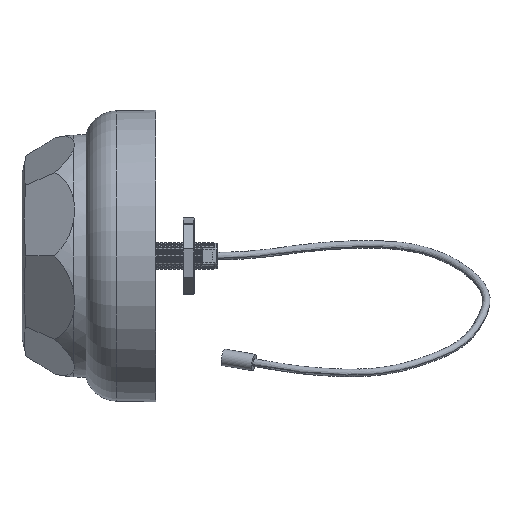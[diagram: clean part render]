
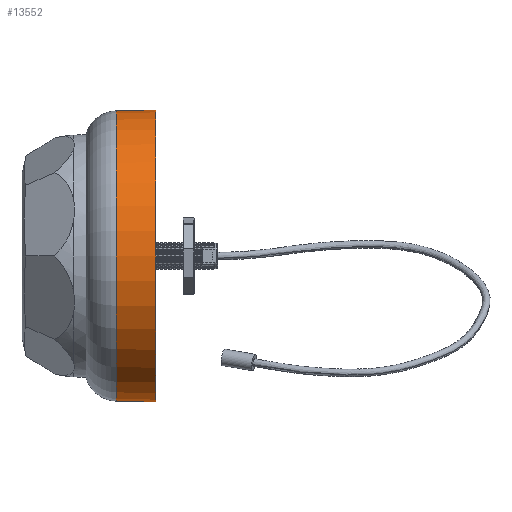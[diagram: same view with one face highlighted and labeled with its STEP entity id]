
A CAD part, left-side view. The second image highlights one B-rep face of the part: STEP entity #13552.
In plain terms, the highlighted conical face has half-angle 1 degrees and reference radius 93.662 mm.
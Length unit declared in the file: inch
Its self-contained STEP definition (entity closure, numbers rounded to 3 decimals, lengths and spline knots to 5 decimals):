
#865 = CARTESIAN_POINT ( 'NONE',  ( 0., 1., 0. ) ) ;
#1184 = CIRCLE ( 'NONE', #28234, 3.6875 ) ;
#1402 = CARTESIAN_POINT ( 'NONE',  ( 0., 0., 3.6875 ) ) ;
#3099 = DIRECTION ( 'NONE',  ( 0., 0., -1. ) ) ;
#3110 = CARTESIAN_POINT ( 'NONE',  ( 0., 0., -3.6875 ) ) ;
#3165 = CIRCLE ( 'NONE', #24384, 3.67004 ) ;
#3559 = ORIENTED_EDGE ( 'NONE', *, *, #22446, .F. ) ;
#4841 = CARTESIAN_POINT ( 'NONE',  ( 0., 1., -3.67004 ) ) ;
#5339 = VERTEX_POINT ( 'NONE', #10021 ) ;
#6781 = VERTEX_POINT ( 'NONE', #18575 ) ;
#7892 = CARTESIAN_POINT ( 'NONE',  ( 0., 0., 0. ) ) ;
#9119 = ORIENTED_EDGE ( 'NONE', *, *, #27517, .T. ) ;
#10021 = CARTESIAN_POINT ( 'NONE',  ( 0., 1., 3.67004 ) ) ;
#10385 = LINE ( 'NONE', #3110, #22323 ) ;
#11353 = ORIENTED_EDGE ( 'NONE', *, *, #23403, .T. ) ;
#12321 = CARTESIAN_POINT ( 'NONE',  ( 0., 0., 0. ) ) ;
#12507 = DIRECTION ( 'NONE',  ( 0., 0., -1. ) ) ;
#12767 = VECTOR ( 'NONE', #21513, 39.37008 ) ;
#13552 = ADVANCED_FACE ( 'NONE', ( #24437 ), #14986, .T. ) ;
#14198 = EDGE_CURVE ( 'NONE', #18727, #6781, #1184, .T. ) ;
#14603 = DIRECTION ( 'NONE',  ( 0., 0., -1. ) ) ;
#14883 = AXIS2_PLACEMENT_3D ( 'NONE', #7892, #16947, #12507 ) ;
#14986 = CONICAL_SURFACE ( 'NONE', #14883, 3.6875, 0.017 ) ;
#16568 = ORIENTED_EDGE ( 'NONE', *, *, #14198, .F. ) ;
#16583 = DIRECTION ( 'NONE',  ( 0., -1., 0. ) ) ;
#16947 = DIRECTION ( 'NONE',  ( 0., -1., 0. ) ) ;
#18575 = CARTESIAN_POINT ( 'NONE',  ( 0., 0., -3.6875 ) ) ;
#18727 = VERTEX_POINT ( 'NONE', #28018 ) ;
#21513 = DIRECTION ( 'NONE',  ( 0., -1., 0.017 ) ) ;
#22323 = VECTOR ( 'NONE', #27853, 39.37008 ) ;
#22446 = EDGE_CURVE ( 'NONE', #5339, #18727, #25371, .T. ) ;
#23403 = EDGE_CURVE ( 'NONE', #25386, #6781, #10385, .T. ) ;
#24384 = AXIS2_PLACEMENT_3D ( 'NONE', #865, #16583, #3099 ) ;
#24437 = FACE_OUTER_BOUND ( 'NONE', #28142, .T. ) ;
#25371 = LINE ( 'NONE', #1402, #12767 ) ;
#25386 = VERTEX_POINT ( 'NONE', #4841 ) ;
#27517 = EDGE_CURVE ( 'NONE', #5339, #25386, #3165, .T. ) ;
#27853 = DIRECTION ( 'NONE',  ( 0., -1., -0.017 ) ) ;
#28010 = DIRECTION ( 'NONE',  ( 0., -1., 0. ) ) ;
#28018 = CARTESIAN_POINT ( 'NONE',  ( 0., 0., 3.6875 ) ) ;
#28142 = EDGE_LOOP ( 'NONE', ( #3559, #9119, #11353, #16568 ) ) ;
#28234 = AXIS2_PLACEMENT_3D ( 'NONE', #12321, #28010, #14603 ) ;
